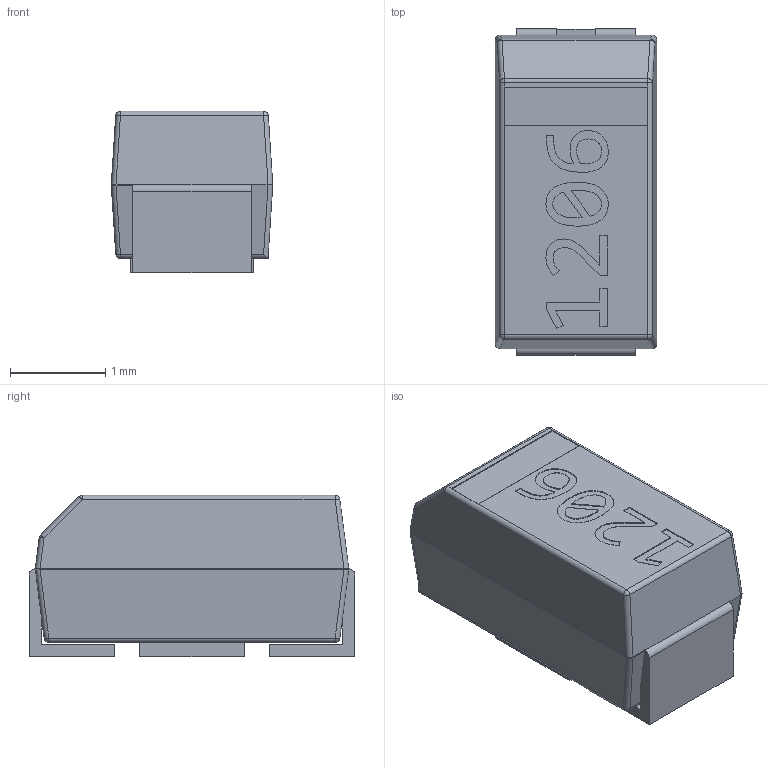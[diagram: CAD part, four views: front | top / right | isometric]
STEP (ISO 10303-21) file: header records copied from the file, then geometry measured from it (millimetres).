
FILE_DESCRIPTION(/* description */ (''),/* implementation_level */ '2;1');
FILE_NAME(/* name */ 'CAP TANT - 1206 - 1.7MM.step',/* time_stamp */ '2019-11-24T09:32:37+00:00',/* author */ (''),/* organization */ (''),/* preprocessor_version */ 'ST-DEVELOPER v18',/* originating_system */ 'Autodesk Translation Framework v8.12.0.6',/* authorisation */ '');
FILE_SCHEMA (('AUTOMOTIVE_DESIGN { 1 0 10303 214 3 1 1 }'));
Length unit declared in the file: millimetre
Products named in the file (1): CAP TANT - 1206 - 1.7MM
Bounding box: 1.7 x 3.43 x 1.7 mm (x, y, z)
Volume: 8.7 mm3; surface area: 32.3 mm2
Topology: 1 solids, 1 shells, 199 faces, 533 edges, 342 vertices
Faces by surface type: bspline 96, plane 70, cylinder 24, sphere 9
Entity records: 7118 total; most frequent: CARTESIAN_POINT 2707, ORIENTED_EDGE 1066, DIRECTION 597, EDGE_CURVE 533, VERTEX_POINT 342, LINE 293, VECTOR 293, EDGE_LOOP 207
